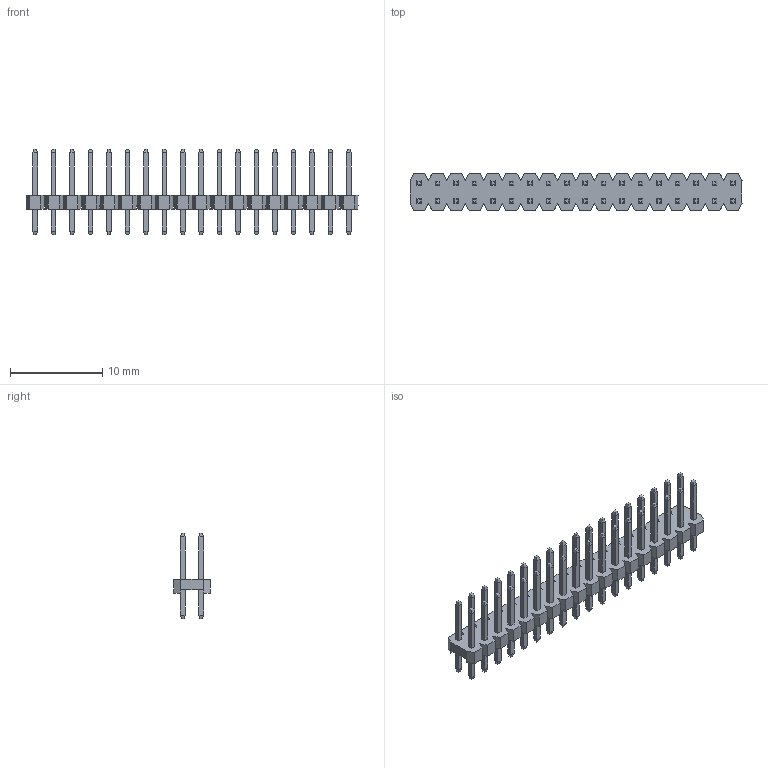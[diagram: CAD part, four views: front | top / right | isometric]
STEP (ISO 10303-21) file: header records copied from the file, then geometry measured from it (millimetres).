
FILE_DESCRIPTION (( 'STEP AP214' ), '1' );
FILE_NAME ('FPH20047-D36S1014150620B-REF.STEP', '2025-12-03T01:31:22', ( '' ), ( '' ), 'SwSTEP 2.0', 'SolidWorks 2021', '' );
FILE_SCHEMA (( 'AUTOMOTIVE_DESIGN' ));
Length unit declared in the file: millimetre
Products named in the file (1): FPH20047-D36S1014150620B-REF
Bounding box: 36 x 4 x 9.25 mm (x, y, z)
Volume: 233.8 mm3; surface area: 1009.8 mm2
Topology: 1 solids, 1 shells, 868 faces, 2130 edges, 1300 vertices
Faces by surface type: plane 868
Entity records: 24568 total; most frequent: CARTESIAN_POINT 4299, ORIENTED_EDGE 4260, DIRECTION 3868, LINE 2130, EDGE_CURVE 2130, VECTOR 2130, VERTEX_POINT 1300, EDGE_LOOP 904
